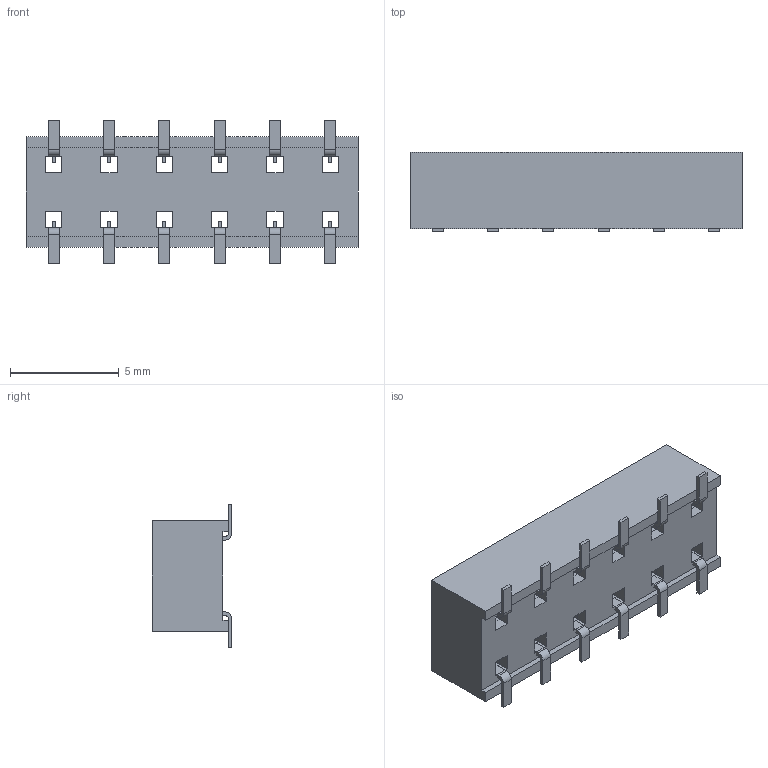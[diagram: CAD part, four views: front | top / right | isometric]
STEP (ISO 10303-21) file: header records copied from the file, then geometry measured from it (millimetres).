
FILE_DESCRIPTION( ( 'STEP AP203' ), '1' );
FILE_NAME( 'HLE-106-02-F-DV-BE-TR.stp', '2021-11-20T01:10:55', ( 'License CC BY-ND 4.0' ), ( 'CADENAS' ), ' ', 'PARTsolutions', ' ' );
FILE_SCHEMA( ( 'CONFIG_CONTROL_DESIGN' ) );
Length unit declared in the file: inch
Products named in the file (3): HLE-106-02-F-DV-BE-TR; _HLE-106-02-DV_socket; _C-132-12-06-DV
Assembly tree (2 placements, depth 2):
  HLE-106-02-F-DV-BE-TR
    _HLE-106-02-DV_socket
    _C-132-12-06-DV
Bounding box: 15.24 x 3.66 x 6.58 mm (x, y, z)
Volume: 295.9 mm3; surface area: 758.8 mm2
Topology: 2 solids, 2 shells, 349 faces, 972 edges, 632 vertices
Faces by surface type: plane 325, cylinder 24
Entity records: 11154 total; most frequent: CARTESIAN_POINT 1956, ORIENTED_EDGE 1944, DIRECTION 1724, EDGE_CURVE 972, LINE 924, VECTOR 924, VERTEX_POINT 632, EDGE_LOOP 412
